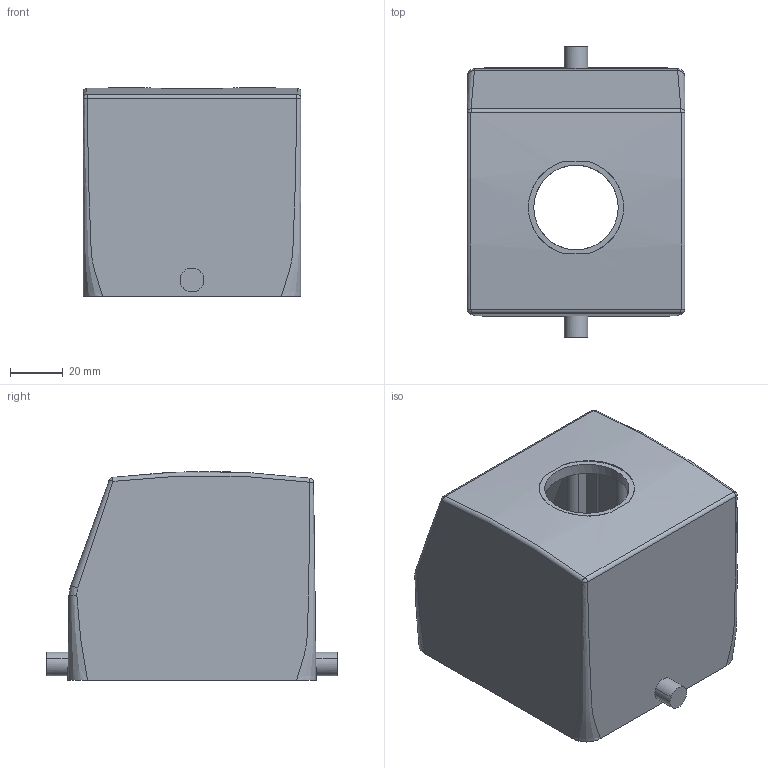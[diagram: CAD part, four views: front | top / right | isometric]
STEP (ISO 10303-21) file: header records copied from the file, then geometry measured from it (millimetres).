
FILE_DESCRIPTION(('CATIA V5 STEP Exchange','CAx-IF Rec.Pracs.--- Model Styling and Organization---1.4--- 2014-01-23'),'2;1');
FILE_NAME ('021678-2_2', '2019-07-25T14:32:33+00:00', ('none'), ('Weidmueller'), 'CATIA Version 5-6 Release 2016 SP3 HF44', 'CATIA V5 STEP AP214', 'none');
FILE_SCHEMA(('AUTOMOTIVE_DESIGN { 1 0 10303 214 1 1 1 1 }'));
Length unit declared in the file: millimetre
Products named in the file (1): 1788560000
Bounding box: 82.5 x 110 x 79 mm (x, y, z)
Volume: 152535.2 mm3; surface area: 65752 mm2
Topology: 1 solids, 1 shells, 123 faces, 303 edges, 198 vertices
Faces by surface type: cylinder 55, plane 54, bspline 12, torus 2
Entity records: 5172 total; most frequent: CARTESIAN_POINT 2533, ORIENTED_EDGE 606, DIRECTION 392, EDGE_CURVE 303, VERTEX_POINT 198, AXIS2_PLACEMENT_3D 169, VECTOR 147, LINE 147
